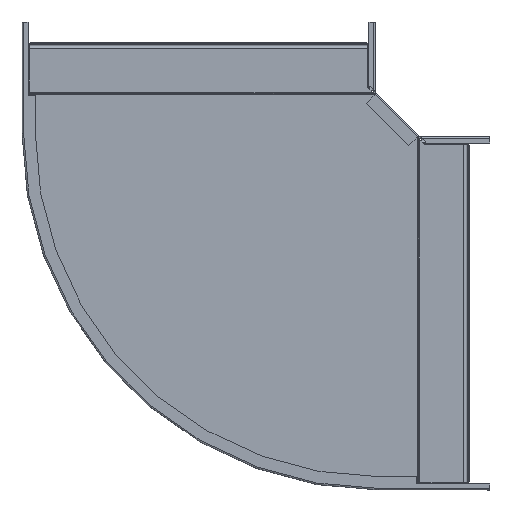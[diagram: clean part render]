
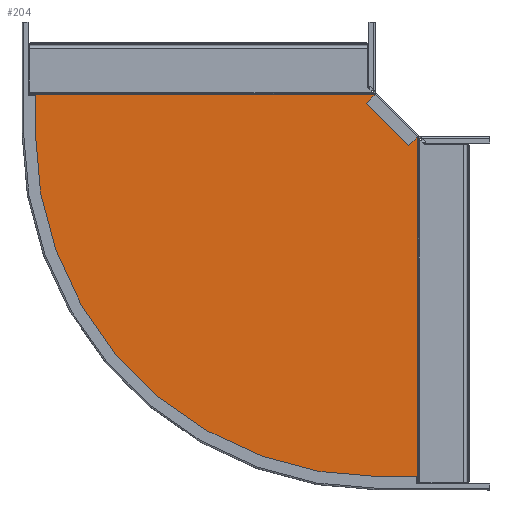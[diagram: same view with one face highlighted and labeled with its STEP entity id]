
A CAD part, front view. The second image highlights one B-rep face of the part: STEP entity #204.
In plain terms, the highlighted planar face has unit normal (0, -1, 0).
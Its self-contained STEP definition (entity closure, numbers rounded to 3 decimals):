
#14 = DIRECTION ( 'NONE',  ( 0., 0., -1. ) ) ;
#146 = CARTESIAN_POINT ( 'NONE',  ( -411.412, -1., 24.048 ) ) ;
#162 = CARTESIAN_POINT ( 'NONE',  ( -24.048, -1., 24.048 ) ) ;
#204 = ADVANCED_FACE ( 'NONE', ( #2053 ), #1707, .T. ) ;
#257 = VECTOR ( 'NONE', #893, 1000. ) ;
#356 = CARTESIAN_POINT ( 'NONE',  ( 24.048, -1., -19.662 ) ) ;
#805 = EDGE_CURVE ( 'NONE', #4830, #4461, #5403, .T. ) ;
#844 = CARTESIAN_POINT ( 'NONE',  ( -411.412, -1., 75.912 ) ) ;
#867 = DIRECTION ( 'NONE',  ( -1., 0., 0. ) ) ;
#893 = DIRECTION ( 'NONE',  ( 0.707, 0., -0.707 ) ) ;
#930 = CARTESIAN_POINT ( 'NONE',  ( -417.912, -1., 23.412 ) ) ;
#947 = CARTESIAN_POINT ( 'NONE',  ( -411.412, -1., 23.412 ) ) ;
#966 = CARTESIAN_POINT ( 'NONE',  ( 75.912, -1., -411.412 ) ) ;
#1234 = VERTEX_POINT ( 'NONE', #146 ) ;
#1239 = DIRECTION ( 'NONE',  ( 0., 0., -1. ) ) ;
#1253 = VECTOR ( 'NONE', #1239, 1000. ) ;
#1332 = CARTESIAN_POINT ( 'NONE',  ( 24.048, -1., -411.412 ) ) ;
#1335 = DIRECTION ( 'NONE',  ( 0., 1., 0. ) ) ;
#1382 = ORIENTED_EDGE ( 'NONE', *, *, #4339, .F. ) ;
#1404 = LINE ( 'NONE', #844, #1715 ) ;
#1439 = VECTOR ( 'NONE', #4509, 1000. ) ;
#1487 = VERTEX_POINT ( 'NONE', #2408 ) ;
#1527 = EDGE_CURVE ( 'NONE', #4515, #1234, #4050, .T. ) ;
#1584 = CARTESIAN_POINT ( 'NONE',  ( -417.912, -1., -19.662 ) ) ;
#1666 = DIRECTION ( 'NONE',  ( 0., 0., 1. ) ) ;
#1707 = PLANE ( 'NONE',  #2723 ) ;
#1715 = VECTOR ( 'NONE', #4031, 1000. ) ;
#1741 = CARTESIAN_POINT ( 'NONE',  ( -19.662, -1., -19.662 ) ) ;
#1796 = LINE ( 'NONE', #3959, #257 ) ;
#1971 = CARTESIAN_POINT ( 'NONE',  ( -19.662, -1., 24.048 ) ) ;
#2034 = ORIENTED_EDGE ( 'NONE', *, *, #4410, .F. ) ;
#2053 = FACE_OUTER_BOUND ( 'NONE', #2437, .T. ) ;
#2066 = LINE ( 'NONE', #1584, #5488 ) ;
#2117 = AXIS2_PLACEMENT_3D ( 'NONE', #1741, #1335, #14 ) ;
#2158 = EDGE_CURVE ( 'NONE', #4039, #4054, #2735, .T. ) ;
#2161 = DIRECTION ( 'NONE',  ( 0., 0., -1. ) ) ;
#2168 = EDGE_CURVE ( 'NONE', #1234, #4830, #1404, .T. ) ;
#2239 = VECTOR ( 'NONE', #5371, 1000. ) ;
#2288 = CARTESIAN_POINT ( 'NONE',  ( -417.912, -1., 23.412 ) ) ;
#2386 = EDGE_CURVE ( 'NONE', #1487, #4461, #2066, .T. ) ;
#2408 = CARTESIAN_POINT ( 'NONE',  ( -417.912, -1., -19.662 ) ) ;
#2437 = EDGE_LOOP ( 'NONE', ( #2034, #4149, #2979, #5299, #3721, #5555, #4543, #3661, #3955, #1382 ) ) ;
#2492 = CARTESIAN_POINT ( 'NONE',  ( -19.662, -1., -19.662 ) ) ;
#2549 = DIRECTION ( 'NONE',  ( 0., -1., 0. ) ) ;
#2723 = AXIS2_PLACEMENT_3D ( 'NONE', #2492, #2549, #5606 ) ;
#2735 = LINE ( 'NONE', #966, #1439 ) ;
#2979 = ORIENTED_EDGE ( 'NONE', *, *, #2168, .T. ) ;
#3220 = CARTESIAN_POINT ( 'NONE',  ( -19.662, -1., -417.912 ) ) ;
#3222 = CIRCLE ( 'NONE', #2117, 398.25 ) ;
#3431 = LINE ( 'NONE', #5218, #1253 ) ;
#3537 = VERTEX_POINT ( 'NONE', #4331 ) ;
#3608 = EDGE_CURVE ( 'NONE', #4054, #4912, #3431, .T. ) ;
#3661 = ORIENTED_EDGE ( 'NONE', *, *, #3608, .F. ) ;
#3721 = ORIENTED_EDGE ( 'NONE', *, *, #2386, .F. ) ;
#3955 = ORIENTED_EDGE ( 'NONE', *, *, #2158, .F. ) ;
#3959 = CARTESIAN_POINT ( 'NONE',  ( -12.021, -1., 12.021 ) ) ;
#3975 = VECTOR ( 'NONE', #867, 1000. ) ;
#3981 = LINE ( 'NONE', #356, #5327 ) ;
#4031 = DIRECTION ( 'NONE',  ( 0., 0., -1. ) ) ;
#4039 = VERTEX_POINT ( 'NONE', #1332 ) ;
#4050 = LINE ( 'NONE', #1971, #2239 ) ;
#4054 = VERTEX_POINT ( 'NONE', #4991 ) ;
#4149 = ORIENTED_EDGE ( 'NONE', *, *, #1527, .T. ) ;
#4331 = CARTESIAN_POINT ( 'NONE',  ( 24.048, -1., -24.048 ) ) ;
#4339 = EDGE_CURVE ( 'NONE', #3537, #4039, #3981, .T. ) ;
#4378 = EDGE_CURVE ( 'NONE', #5346, #4912, #5714, .T. ) ;
#4399 = EDGE_CURVE ( 'NONE', #5346, #1487, #3222, .T. ) ;
#4410 = EDGE_CURVE ( 'NONE', #4515, #3537, #1796, .T. ) ;
#4461 = VERTEX_POINT ( 'NONE', #2288 ) ;
#4509 = DIRECTION ( 'NONE',  ( -1., 0., 0. ) ) ;
#4515 = VERTEX_POINT ( 'NONE', #162 ) ;
#4543 = ORIENTED_EDGE ( 'NONE', *, *, #4378, .T. ) ;
#4807 = VECTOR ( 'NONE', #5330, 1000. ) ;
#4830 = VERTEX_POINT ( 'NONE', #947 ) ;
#4912 = VERTEX_POINT ( 'NONE', #5511 ) ;
#4991 = CARTESIAN_POINT ( 'NONE',  ( 23.412, -1., -411.412 ) ) ;
#5218 = CARTESIAN_POINT ( 'NONE',  ( 23.412, -1., -417.912 ) ) ;
#5299 = ORIENTED_EDGE ( 'NONE', *, *, #805, .T. ) ;
#5304 = CARTESIAN_POINT ( 'NONE',  ( -19.662, -1., -417.912 ) ) ;
#5327 = VECTOR ( 'NONE', #2161, 1000. ) ;
#5330 = DIRECTION ( 'NONE',  ( 1., 0., 0. ) ) ;
#5346 = VERTEX_POINT ( 'NONE', #3220 ) ;
#5371 = DIRECTION ( 'NONE',  ( -1., 0., 0. ) ) ;
#5403 = LINE ( 'NONE', #930, #3975 ) ;
#5488 = VECTOR ( 'NONE', #1666, 1000. ) ;
#5511 = CARTESIAN_POINT ( 'NONE',  ( 23.412, -1., -417.912 ) ) ;
#5555 = ORIENTED_EDGE ( 'NONE', *, *, #4399, .F. ) ;
#5606 = DIRECTION ( 'NONE',  ( 0., 0., -1. ) ) ;
#5714 = LINE ( 'NONE', #5304, #4807 ) ;
